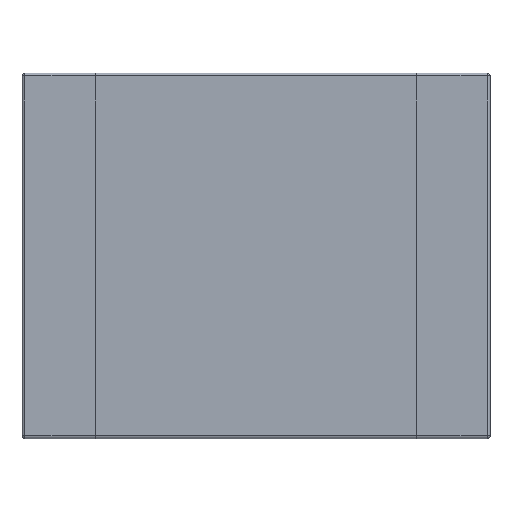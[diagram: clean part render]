
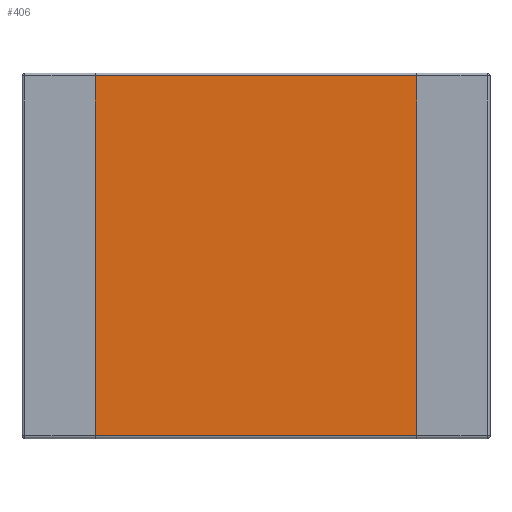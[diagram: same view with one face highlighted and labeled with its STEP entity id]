
A CAD part, top view. The second image highlights one B-rep face of the part: STEP entity #406.
In plain terms, the highlighted planar face has unit normal (0, 0, 1).
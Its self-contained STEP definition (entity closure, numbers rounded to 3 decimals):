
#406=ADVANCED_FACE('',(#715),#716,.T.);
#715=FACE_OUTER_BOUND('',#846,.T.);
#716=PLANE('',#847);
#846=EDGE_LOOP('',(#1060,#1061,#1062,#1063));
#847=AXIS2_PLACEMENT_3D('',#1064,#1065,#1066);
#1060=ORIENTED_EDGE('',*,*,#1287,.T.);
#1061=ORIENTED_EDGE('',*,*,#1294,.T.);
#1062=ORIENTED_EDGE('',*,*,#1291,.T.);
#1063=ORIENTED_EDGE('',*,*,#1290,.T.);
#1064=CARTESIAN_POINT('',(1.1,-1.25,1.3));
#1065=DIRECTION('',(0.0,0.0,1.0));
#1066=DIRECTION('',(0.,1.0,0.0));
#1287=EDGE_CURVE('',#1459,#1457,#1460,.T.);
#1290=EDGE_CURVE('',#1462,#1459,#1464,.T.);
#1291=EDGE_CURVE('',#1465,#1462,#1466,.T.);
#1294=EDGE_CURVE('',#1457,#1465,#1470,.T.);
#1457=VERTEX_POINT('',#1507);
#1459=VERTEX_POINT('',#1509);
#1460=LINE('',#1510,#1511);
#1462=VERTEX_POINT('',#1513);
#1464=LINE('',#1515,#1516);
#1465=VERTEX_POINT('',#1517);
#1466=LINE('',#1518,#1519);
#1470=LINE('',#1524,#1525);
#1507=CARTESIAN_POINT('',(-1.1,-1.23,1.3));
#1509=CARTESIAN_POINT('',(-1.1,1.23,1.3));
#1510=CARTESIAN_POINT('',(-1.1,1.25,1.3));
#1511=VECTOR('',#1553,1.0);
#1513=CARTESIAN_POINT('',(1.1,1.23,1.3));
#1515=CARTESIAN_POINT('',(-1.1,1.23,1.3));
#1516=VECTOR('',#1560,1.0);
#1517=CARTESIAN_POINT('',(1.1,-1.23,1.3));
#1518=CARTESIAN_POINT('',(1.1,-1.25,1.3));
#1519=VECTOR('',#1561,1.0);
#1524=CARTESIAN_POINT('',(1.1,-1.23,1.3));
#1525=VECTOR('',#1566,1.0);
#1553=DIRECTION('',(0.,-1000.0,0.0));
#1560=DIRECTION('',(-1000.0,0.,0.0));
#1561=DIRECTION('',(0.,1000.0,0.0));
#1566=DIRECTION('',(1000.0,0.,0.0));
